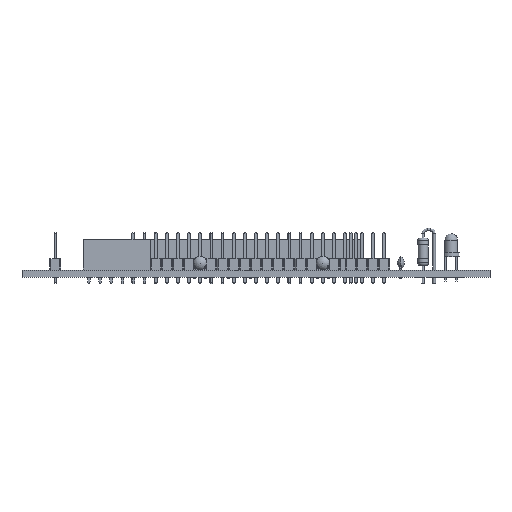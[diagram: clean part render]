
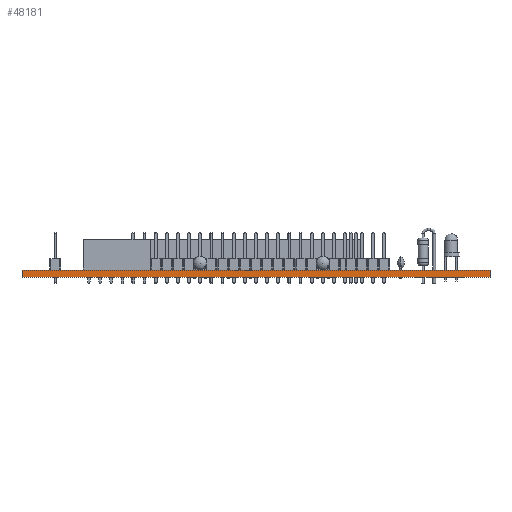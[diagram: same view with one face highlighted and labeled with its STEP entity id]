
A CAD part, front view. The second image highlights one B-rep face of the part: STEP entity #48181.
In plain terms, the highlighted planar face has unit normal (0, -1, 0).
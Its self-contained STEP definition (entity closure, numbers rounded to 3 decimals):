
#48181 = ADVANCED_FACE('',(#48182),#48216,.T.);
#48182 = FACE_BOUND('',#48183,.T.);
#48183 = EDGE_LOOP('',(#48184,#48194,#48202,#48210));
#48184 = ORIENTED_EDGE('',*,*,#48185,.T.);
#48185 = EDGE_CURVE('',#48186,#48188,#48190,.T.);
#48186 = VERTEX_POINT('',#48187);
#48187 = CARTESIAN_POINT('',(170.18,-132.08,0.));
#48188 = VERTEX_POINT('',#48189);
#48189 = CARTESIAN_POINT('',(170.18,-132.08,1.6));
#48190 = LINE('',#48191,#48192);
#48191 = CARTESIAN_POINT('',(170.18,-132.08,0.));
#48192 = VECTOR('',#48193,1.);
#48193 = DIRECTION('',(0.,0.,1.));
#48194 = ORIENTED_EDGE('',*,*,#48195,.T.);
#48195 = EDGE_CURVE('',#48188,#48196,#48198,.T.);
#48196 = VERTEX_POINT('',#48197);
#48197 = CARTESIAN_POINT('',(63.5,-132.08,1.6));
#48198 = LINE('',#48199,#48200);
#48199 = CARTESIAN_POINT('',(170.18,-132.08,1.6));
#48200 = VECTOR('',#48201,1.);
#48201 = DIRECTION('',(-1.,0.,0.));
#48202 = ORIENTED_EDGE('',*,*,#48203,.F.);
#48203 = EDGE_CURVE('',#48204,#48196,#48206,.T.);
#48204 = VERTEX_POINT('',#48205);
#48205 = CARTESIAN_POINT('',(63.5,-132.08,0.));
#48206 = LINE('',#48207,#48208);
#48207 = CARTESIAN_POINT('',(63.5,-132.08,0.));
#48208 = VECTOR('',#48209,1.);
#48209 = DIRECTION('',(0.,0.,1.));
#48210 = ORIENTED_EDGE('',*,*,#48211,.F.);
#48211 = EDGE_CURVE('',#48186,#48204,#48212,.T.);
#48212 = LINE('',#48213,#48214);
#48213 = CARTESIAN_POINT('',(170.18,-132.08,0.));
#48214 = VECTOR('',#48215,1.);
#48215 = DIRECTION('',(-1.,0.,0.));
#48216 = PLANE('',#48217);
#48217 = AXIS2_PLACEMENT_3D('',#48218,#48219,#48220);
#48218 = CARTESIAN_POINT('',(170.18,-132.08,0.));
#48219 = DIRECTION('',(0.,-1.,0.));
#48220 = DIRECTION('',(-1.,0.,0.));
